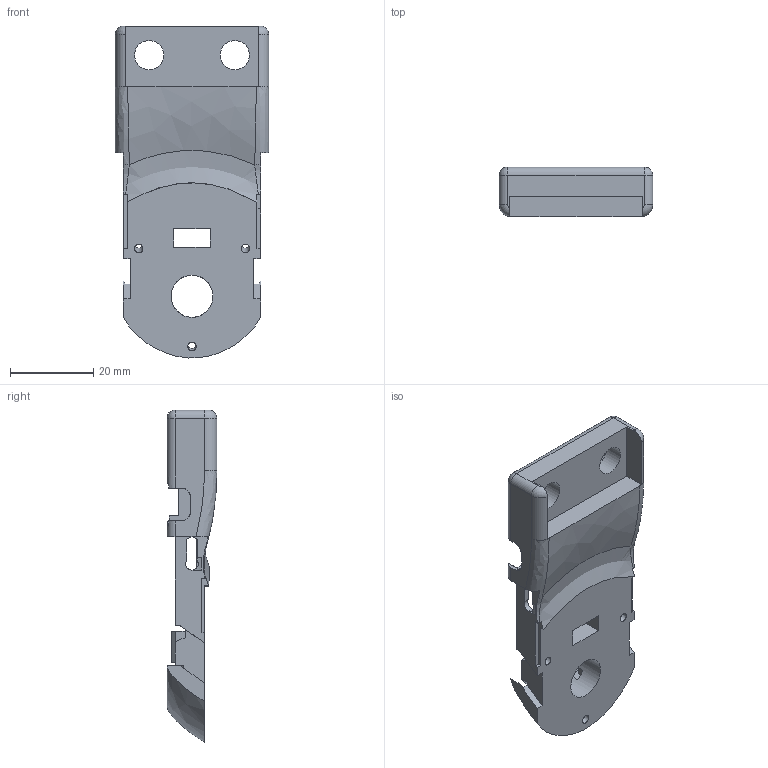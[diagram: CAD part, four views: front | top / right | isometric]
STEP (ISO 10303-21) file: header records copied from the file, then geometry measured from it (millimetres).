
FILE_DESCRIPTION(/* description */ ('STEP AP214'),/* implementation_level */ '2;1');
FILE_NAME(/* name */ '605376af52977113f60a3242',/* time_stamp */ '2021-03-18T15:50:07+00:00',/* author */ (''),/* organization */ (''),/* preprocessor_version */ 'ST-DEVELOPER v18.1',/* originating_system */ ' ',/* authorisation */ ' ');
FILE_SCHEMA (('AUTOMOTIVE_DESIGN {1 0 10303 214 3 1 1}'));
Length unit declared in the file: metre
Products named in the file (1): Body_1
Bounding box: 36.91 x 12 x 79.84 mm (x, y, z)
Volume: 12458.4 mm3; surface area: 8516.4 mm2
Topology: 1 solids, 1 shells, 211 faces, 615 edges, 392 vertices
Faces by surface type: plane 145, cylinder 38, bspline 19, torus 4, cone 3, sphere 2
Full cylindrical faces by diameter (mm): 2 x3, 3.8 x1, 7.02 x2, 10 x2, 10.1 x1
Entity records: 8259 total; most frequent: CARTESIAN_POINT 2834, ORIENTED_EDGE 1192, DIRECTION 1025, EDGE_CURVE 596, LINE 397, VECTOR 397, VERTEX_POINT 386, AXIS2_PLACEMENT_3D 314
